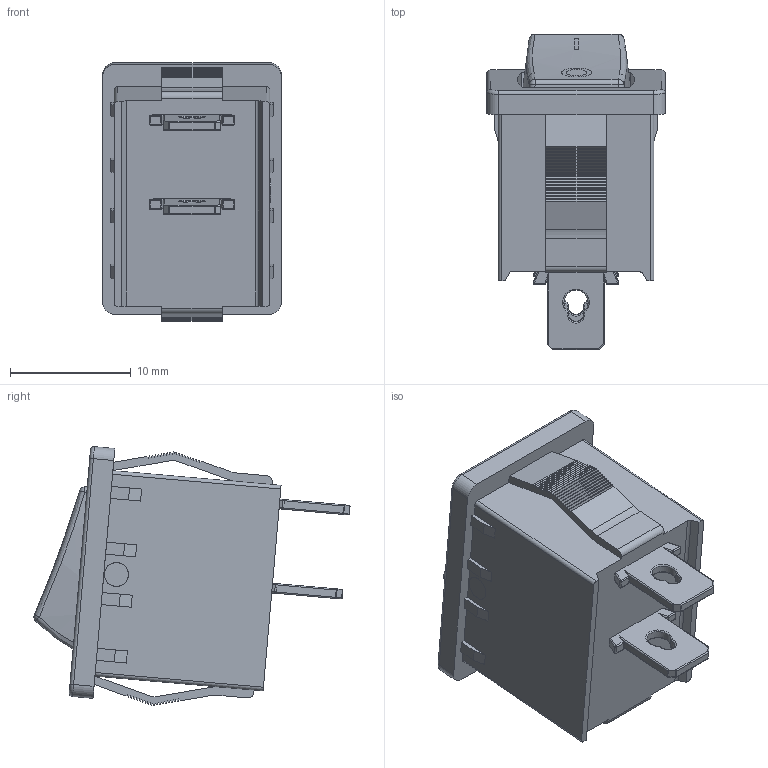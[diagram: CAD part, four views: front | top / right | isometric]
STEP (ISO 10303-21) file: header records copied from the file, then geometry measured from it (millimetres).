
FILE_DESCRIPTION(/* description */ (''),/* implementation_level */ '2;1');
FILE_NAME(/* name */ 'Rocker Assembly.stp',/* time_stamp */ '2018-03-31T13:51:10+02:00',/* author */ ('snm'),/* organization */ (''),/* preprocessor_version */ 'ST-DEVELOPER v16.13',/* originating_system */ 'Autodesk Inventor 2018',/* authorisation */ '');
FILE_SCHEMA (('CONFIG_CONTROL_DESIGN'));
Length unit declared in the file: millimetre
Products named in the file (3): Prekidac sklop; Rocker SW samo taster horizont; Rocker SW samo telo
Assembly tree (2 placements, depth 2):
  Prekidac sklop
    Rocker SW samo taster horizont
    Rocker SW samo telo
Bounding box: 14.8 x 26.21 x 21.45 mm (x, y, z)
Volume: 3190.2 mm3; surface area: 2954.8 mm2
Topology: 2 solids, 2 shells, 390 faces, 1019 edges, 636 vertices
Faces by surface type: plane 212, cylinder 120, sphere 32, bspline 14, torus 12
Full cylindrical faces by diameter (mm): 1.971 x1, 2 x2
Entity records: 12653 total; most frequent: CARTESIAN_POINT 2724, ORIENTED_EDGE 2026, DIRECTION 2011, EDGE_CURVE 1013, LINE 725, VECTOR 725, AXIS2_PLACEMENT_3D 643, VERTEX_POINT 634
